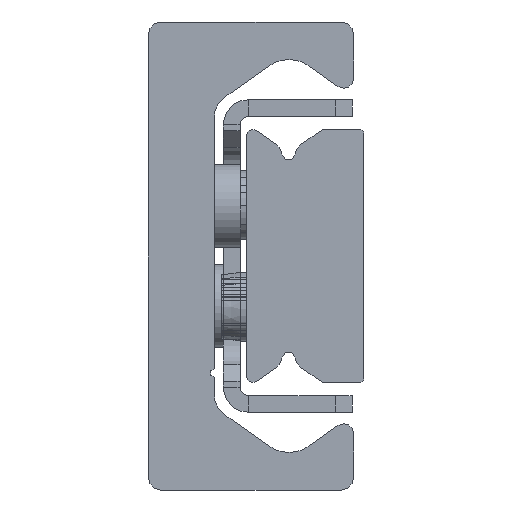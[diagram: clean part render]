
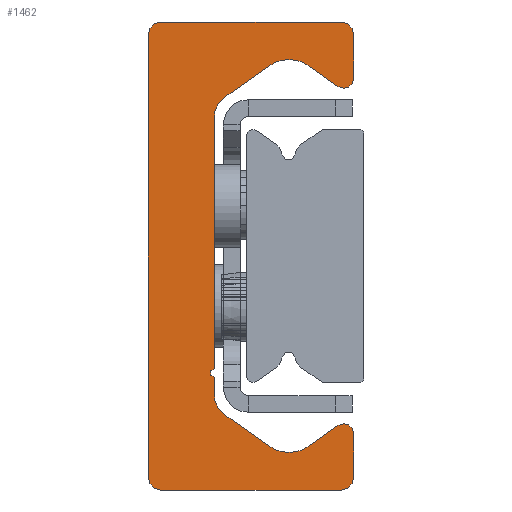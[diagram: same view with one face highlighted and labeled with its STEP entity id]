
A CAD part, left-side view. The second image highlights one B-rep face of the part: STEP entity #1462.
In plain terms, the highlighted planar face has unit normal (-1, 0, 0).
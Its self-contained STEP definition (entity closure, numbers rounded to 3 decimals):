
#667=CARTESIAN_POINT('',(0.0,6.15,13.25));
#668=VERTEX_POINT('',#667);
#675=CARTESIAN_POINT('',(0.0,5.4,14.));
#676=VERTEX_POINT('',#675);
#677=CARTESIAN_POINT('',(0.0,5.4,13.25));
#678=DIRECTION('',(1.0,0.0,0.0));
#679=DIRECTION('',(0.0,1.0,0.0));
#680=AXIS2_PLACEMENT_3D('',#677,#678,#679);
#681=CIRCLE('',#680,0.75);
#682=EDGE_CURVE('',#668,#676,#681,.T.);
#706=CARTESIAN_POINT('',(0.0,6.15,-13.25));
#707=VERTEX_POINT('',#706);
#714=CARTESIAN_POINT('',(0.0,6.15,-13.25));
#715=DIRECTION('',(0.0,0.0,1.0));
#716=VECTOR('',#715,26.5);
#717=LINE('',#714,#716);
#718=EDGE_CURVE('',#707,#668,#717,.T.);
#777=CARTESIAN_POINT('',(0.0,5.4,-14.));
#778=VERTEX_POINT('',#777);
#785=CARTESIAN_POINT('',(0.0,5.4,-13.25));
#786=DIRECTION('',(1.0,0.0,0.0));
#787=DIRECTION('',(0.0,0.0,-1.0));
#788=AXIS2_PLACEMENT_3D('',#785,#786,#787);
#789=CIRCLE('',#788,0.75);
#790=EDGE_CURVE('',#778,#707,#789,.T.);
#809=CARTESIAN_POINT('',(0.0,-5.4,-14.));
#810=VERTEX_POINT('',#809);
#817=CARTESIAN_POINT('',(0.0,-5.4,-14.));
#818=DIRECTION('',(0.0,1.0,0.0));
#819=VECTOR('',#818,10.8);
#820=LINE('',#817,#819);
#821=EDGE_CURVE('',#810,#778,#820,.T.);
#841=CARTESIAN_POINT('',(0.0,-6.15,-13.25));
#842=VERTEX_POINT('',#841);
#849=CARTESIAN_POINT('',(0.0,-5.4,-13.25));
#850=DIRECTION('',(1.0,0.0,0.0));
#851=DIRECTION('',(0.0,-1.0,0.0));
#852=AXIS2_PLACEMENT_3D('',#849,#850,#851);
#853=CIRCLE('',#852,0.75);
#854=EDGE_CURVE('',#842,#810,#853,.T.);
#873=CARTESIAN_POINT('',(0.0,-6.15,-10.63));
#874=VERTEX_POINT('',#873);
#881=CARTESIAN_POINT('',(0.0,-6.15,-10.63));
#882=DIRECTION('',(0.0,0.0,-1.0));
#883=VECTOR('',#882,2.62);
#884=LINE('',#881,#883);
#885=EDGE_CURVE('',#874,#842,#884,.T.);
#905=CARTESIAN_POINT('',(0.0,-5.206,-10.139));
#906=VERTEX_POINT('',#905);
#913=CARTESIAN_POINT('',(0.0,-5.55,-10.63));
#914=DIRECTION('',(1.0,0.0,0.0));
#915=DIRECTION('',(0.0,0.574,0.819));
#916=AXIS2_PLACEMENT_3D('',#913,#914,#915);
#917=CIRCLE('',#916,0.6);
#918=EDGE_CURVE('',#906,#874,#917,.T.);
#937=CARTESIAN_POINT('',(0.0,-3.417,-11.391));
#938=VERTEX_POINT('',#937);
#945=CARTESIAN_POINT('',(0.0,-3.417,-11.391));
#946=DIRECTION('',(0.0,-0.819,0.574));
#947=VECTOR('',#946,2.184);
#948=LINE('',#945,#947);
#949=EDGE_CURVE('',#938,#906,#948,.T.);
#969=CARTESIAN_POINT('',(0.0,-1.123,-11.391));
#970=VERTEX_POINT('',#969);
#977=CARTESIAN_POINT('',(0.0,-2.27,-9.753));
#978=DIRECTION('',(-1.0,0.0,0.0));
#979=DIRECTION('',(0.0,0.574,0.819));
#980=AXIS2_PLACEMENT_3D('',#977,#978,#979);
#981=CIRCLE('',#980,2.);
#982=EDGE_CURVE('',#970,#938,#981,.T.);
#1001=CARTESIAN_POINT('',(0.0,1.56,-9.512));
#1002=VERTEX_POINT('',#1001);
#1009=CARTESIAN_POINT('',(0.0,1.56,-9.512));
#1010=DIRECTION('',(0.0,-0.819,-0.574));
#1011=VECTOR('',#1010,3.276);
#1012=LINE('',#1009,#1011);
#1013=EDGE_CURVE('',#1002,#970,#1012,.T.);
#1033=CARTESIAN_POINT('',(0.0,2.2,-8.283));
#1034=VERTEX_POINT('',#1033);
#1041=CARTESIAN_POINT('',(0.0,0.7,-8.283));
#1042=DIRECTION('',(-1.0,0.0,0.0));
#1043=DIRECTION('',(0.0,-0.574,0.819));
#1044=AXIS2_PLACEMENT_3D('',#1041,#1042,#1043);
#1045=CIRCLE('',#1044,1.5);
#1046=EDGE_CURVE('',#1034,#1002,#1045,.T.);
#1065=CARTESIAN_POINT('',(0.0,2.2,-7.25));
#1066=VERTEX_POINT('',#1065);
#1073=CARTESIAN_POINT('',(0.0,2.2,-7.25));
#1074=DIRECTION('',(0.0,0.0,-1.0));
#1075=VECTOR('',#1074,1.033);
#1076=LINE('',#1073,#1075);
#1077=EDGE_CURVE('',#1066,#1034,#1076,.T.);
#1097=CARTESIAN_POINT('',(0.0,2.2,-6.75));
#1098=VERTEX_POINT('',#1097);
#1105=CARTESIAN_POINT('',(0.0,2.2,-7.));
#1106=DIRECTION('',(-1.0,0.0,0.0));
#1107=DIRECTION('',(0.0,0.0,1.0));
#1108=AXIS2_PLACEMENT_3D('',#1105,#1106,#1107);
#1109=CIRCLE('',#1108,0.25);
#1110=EDGE_CURVE('',#1098,#1066,#1109,.T.);
#1129=CARTESIAN_POINT('',(0.0,2.2,8.283));
#1130=VERTEX_POINT('',#1129);
#1137=CARTESIAN_POINT('',(0.0,2.2,8.283));
#1138=DIRECTION('',(0.0,0.0,-1.0));
#1139=VECTOR('',#1138,15.033);
#1140=LINE('',#1137,#1139);
#1141=EDGE_CURVE('',#1130,#1098,#1140,.T.);
#1200=CARTESIAN_POINT('',(0.0,1.56,9.512));
#1201=VERTEX_POINT('',#1200);
#1208=CARTESIAN_POINT('',(0.0,0.7,8.283));
#1209=DIRECTION('',(-1.0,0.0,0.0));
#1210=DIRECTION('',(0.0,-1.0,0.0));
#1211=AXIS2_PLACEMENT_3D('',#1208,#1209,#1210);
#1212=CIRCLE('',#1211,1.5);
#1213=EDGE_CURVE('',#1201,#1130,#1212,.T.);
#1232=CARTESIAN_POINT('',(0.0,-1.123,11.391));
#1233=VERTEX_POINT('',#1232);
#1240=CARTESIAN_POINT('',(0.0,-1.123,11.391));
#1241=DIRECTION('',(0.0,0.819,-0.574));
#1242=VECTOR('',#1241,3.276);
#1243=LINE('',#1240,#1242);
#1244=EDGE_CURVE('',#1233,#1201,#1243,.T.);
#1264=CARTESIAN_POINT('',(0.0,-3.417,11.391));
#1265=VERTEX_POINT('',#1264);
#1272=CARTESIAN_POINT('',(0.0,-2.27,9.753));
#1273=DIRECTION('',(-1.0,0.0,0.0));
#1274=DIRECTION('',(0.0,-0.574,-0.819));
#1275=AXIS2_PLACEMENT_3D('',#1272,#1273,#1274);
#1276=CIRCLE('',#1275,2.);
#1277=EDGE_CURVE('',#1265,#1233,#1276,.T.);
#1296=CARTESIAN_POINT('',(0.0,-5.206,10.139));
#1297=VERTEX_POINT('',#1296);
#1304=CARTESIAN_POINT('',(0.0,-5.206,10.139));
#1305=DIRECTION('',(0.0,0.819,0.574));
#1306=VECTOR('',#1305,2.184);
#1307=LINE('',#1304,#1306);
#1308=EDGE_CURVE('',#1297,#1265,#1307,.T.);
#1328=CARTESIAN_POINT('',(0.0,-6.15,10.63));
#1329=VERTEX_POINT('',#1328);
#1336=CARTESIAN_POINT('',(0.0,-5.55,10.63));
#1337=DIRECTION('',(1.0,0.0,0.0));
#1338=DIRECTION('',(0.0,-1.0,0.0));
#1339=AXIS2_PLACEMENT_3D('',#1336,#1337,#1338);
#1340=CIRCLE('',#1339,0.6);
#1341=EDGE_CURVE('',#1329,#1297,#1340,.T.);
#1360=CARTESIAN_POINT('',(0.0,-6.15,13.25));
#1361=VERTEX_POINT('',#1360);
#1368=CARTESIAN_POINT('',(0.0,-6.15,13.25));
#1369=DIRECTION('',(0.0,0.0,-1.0));
#1370=VECTOR('',#1369,2.62);
#1371=LINE('',#1368,#1370);
#1372=EDGE_CURVE('',#1361,#1329,#1371,.T.);
#1392=CARTESIAN_POINT('',(0.0,-5.4,14.));
#1393=VERTEX_POINT('',#1392);
#1400=CARTESIAN_POINT('',(0.0,-5.4,13.25));
#1401=DIRECTION('',(1.0,0.0,0.0));
#1402=DIRECTION('',(0.0,0.0,1.0));
#1403=AXIS2_PLACEMENT_3D('',#1400,#1401,#1402);
#1404=CIRCLE('',#1403,0.75);
#1405=EDGE_CURVE('',#1393,#1361,#1404,.T.);
#1423=CARTESIAN_POINT('',(0.0,5.4,14.));
#1424=DIRECTION('',(0.0,-1.0,0.0));
#1425=VECTOR('',#1424,10.8);
#1426=LINE('',#1423,#1425);
#1427=EDGE_CURVE('',#676,#1393,#1426,.T.);
#1433=CARTESIAN_POINT('',(0.0,1.352,-0.021));
#1434=DIRECTION('',(1.0,0.0,0.0));
#1435=DIRECTION('',(0.0,0.0,-1.0));
#1436=AXIS2_PLACEMENT_3D('',#1433,#1434,#1435);
#1437=PLANE('',#1436);
#1438=ORIENTED_EDGE('',*,*,#1427,.F.);
#1439=ORIENTED_EDGE('',*,*,#682,.F.);
#1440=ORIENTED_EDGE('',*,*,#718,.F.);
#1441=ORIENTED_EDGE('',*,*,#790,.F.);
#1442=ORIENTED_EDGE('',*,*,#821,.F.);
#1443=ORIENTED_EDGE('',*,*,#854,.F.);
#1444=ORIENTED_EDGE('',*,*,#885,.F.);
#1445=ORIENTED_EDGE('',*,*,#918,.F.);
#1446=ORIENTED_EDGE('',*,*,#949,.F.);
#1447=ORIENTED_EDGE('',*,*,#982,.F.);
#1448=ORIENTED_EDGE('',*,*,#1013,.F.);
#1449=ORIENTED_EDGE('',*,*,#1046,.F.);
#1450=ORIENTED_EDGE('',*,*,#1077,.F.);
#1451=ORIENTED_EDGE('',*,*,#1110,.F.);
#1452=ORIENTED_EDGE('',*,*,#1141,.F.);
#1453=ORIENTED_EDGE('',*,*,#1213,.F.);
#1454=ORIENTED_EDGE('',*,*,#1244,.F.);
#1455=ORIENTED_EDGE('',*,*,#1277,.F.);
#1456=ORIENTED_EDGE('',*,*,#1308,.F.);
#1457=ORIENTED_EDGE('',*,*,#1341,.F.);
#1458=ORIENTED_EDGE('',*,*,#1372,.F.);
#1459=ORIENTED_EDGE('',*,*,#1405,.F.);
#1460=EDGE_LOOP('',(#1438,#1439,#1440,#1441,#1442,#1443,#1444,#1445,#1446,#1447,#1448,#1449,#1450,#1451,#1452,#1453,#1454,#1455,#1456,#1457,#1458,#1459));
#1461=FACE_OUTER_BOUND('',#1460,.T.);
#1462=ADVANCED_FACE('',(#1461),#1437,.F.);
